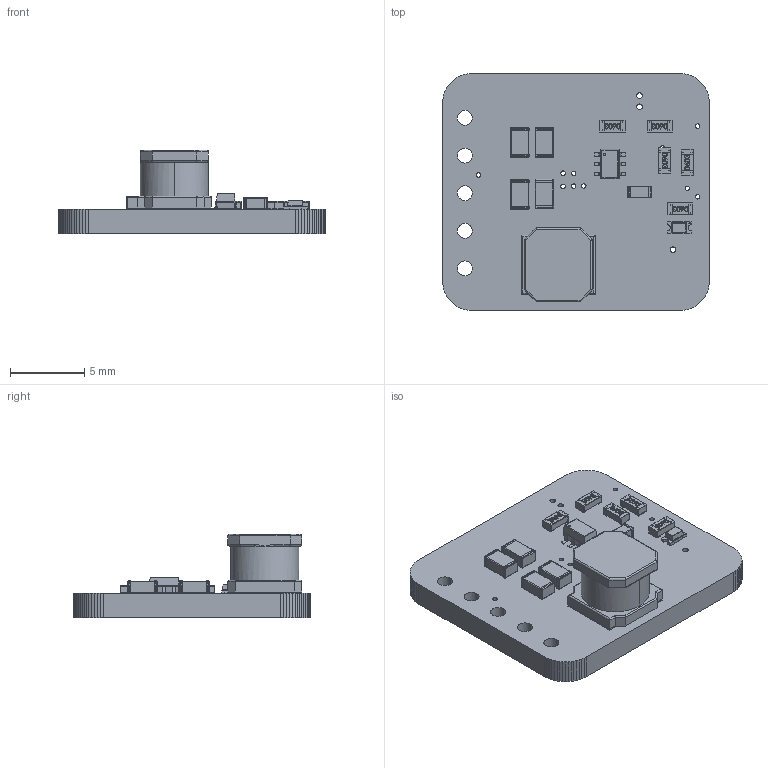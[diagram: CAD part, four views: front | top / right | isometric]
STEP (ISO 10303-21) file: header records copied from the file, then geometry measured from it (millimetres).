
FILE_DESCRIPTION(('PCB Model'),'2;1');
FILE_NAME('EVE AP6230X.STEP', '2022-05-09T15:43:25',('pritesh'),('Unspecified'), 'Open CASCADE STEP processor 6.8','Proteus','Unknown');
FILE_SCHEMA(('AUTOMOTIVE_DESIGN { 1 0 10303 214 1 1 1 1 }'));
Length unit declared in the file: millimetre
Products named in the file (63): Open CASCADE STEP translator 6.8 1; Layer_1; L1; Open CASCADE STEP translator 6.8 1.2.1; Body_1; =>[0:1:1:3]; =>[0:1:1:4]; =>[0:1:1:5]; U1; Open CASCADE STEP translator 6.8 1.3.1; =>[0:1:1:2]; SOLID; C1; Open CASCADE STEP translator 6.8 1.4.1; Part_3; Part_2; Part_1; C2; Open CASCADE STEP translator 6.8 1.5.1; C3; Open CASCADE STEP translator 6.8 1.6.1; C4; Open CASCADE STEP translator 6.8 1.7.1; C5; Open CASCADE STEP translator 6.8 1.8.1; R3; Open CASCADE STEP translator 6.8 1.9.1; =>[0:1:1:6]; R4; Open CASCADE STEP translator 6.8 1.10.1; R1; Open CASCADE STEP translator 6.8 1.11.1; R2; Open CASCADE STEP translator 6.8 1.12.1; R5; Open CASCADE STEP translator 6.8 1.13.1; PWR; Open CASCADE STEP translator 6.8 1.14.1; SHELL
Assembly tree (75 placements, depth 6):
  Open CASCADE STEP translator 6.8 1
    Layer_1
    L1
      Open CASCADE STEP translator 6.8 1.2.1
        Body_1
          =>[0:1:1:3]
          =>[0:1:1:4]
          =>[0:1:1:5]
    U1
      Open CASCADE STEP translator 6.8 1.3.1
        Body_1
          =>[0:1:1:2]
          =>[0:1:1:3]
            SOLID
            SOLID
            SOLID
            SOLID
            SOLID
            SOLID
    C1
      Open CASCADE STEP translator 6.8 1.4.1
        Body_1
          Part_3
          Part_2
          Part_1
    C2
      Open CASCADE STEP translator 6.8 1.5.1
        Body_1
          Part_3
          Part_2
          Part_1
    C3
      Open CASCADE STEP translator 6.8 1.6.1
        Body_1
          Part_3
          Part_2
          Part_1
    C4
      Open CASCADE STEP translator 6.8 1.7.1
        Body_1
          Part_3
          Part_2
          Part_1
    C5
      Open CASCADE STEP translator 6.8 1.8.1
        Body_1
          Part_3
          Part_2
          Part_1
    R3
      Open CASCADE STEP translator 6.8 1.9.1
        Body_1
          =>[0:1:1:3]
          =>[0:1:1:4]
          =>[0:1:1:5]
          =>[0:1:1:6]
    R4
      Open CASCADE STEP translator 6.8 1.10.1
        Body_1
          =>[0:1:1:3]
Bounding box: 18 x 16 x 5.64 mm (x, y, z)
Volume: 550 mm3; surface area: 994.3 mm2
Topology: 50 solids, 51 shells, 1033 faces, 2548 edges, 1610 vertices
Faces by surface type: plane 577, bspline 209, cylinder 207, sphere 40
Entity records: 22365 total; most frequent: CARTESIAN_POINT 5782, ORIENTED_EDGE 2534, DIRECTION 2458, EDGE_CURVE 1268, LINE 902, VECTOR 902, VERTEX_POINT 810, AXIS2_PLACEMENT_3D 778
